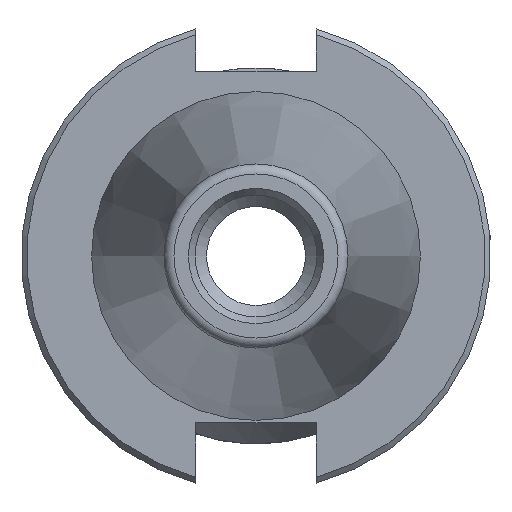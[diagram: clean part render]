
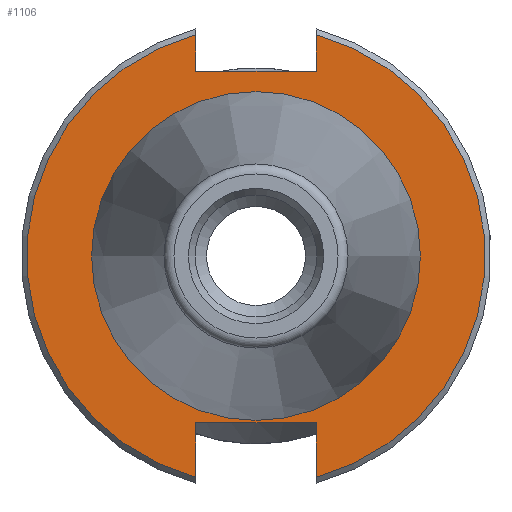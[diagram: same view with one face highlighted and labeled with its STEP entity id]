
A CAD part, left-side view. The second image highlights one B-rep face of the part: STEP entity #1106.
In plain terms, the highlighted planar face has unit normal (-1, 0, 0).
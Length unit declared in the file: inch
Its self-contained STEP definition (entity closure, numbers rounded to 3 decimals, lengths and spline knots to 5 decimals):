
#719=CARTESIAN_POINT('',(0.125,0.32,-0.888));
#720=VERTEX_POINT('',#719);
#727=CARTESIAN_POINT('',(0.125,0.32,-1.17729));
#728=VERTEX_POINT('',#727);
#729=CARTESIAN_POINT('',(0.125,0.32,-1.17729));
#730=DIRECTION('',(0.0,0.0,1.0));
#731=VECTOR('',#730,0.28929);
#732=LINE('',#729,#731);
#733=EDGE_CURVE('',#728,#720,#732,.T.);
#975=CARTESIAN_POINT('',(0.125,-0.32,-1.17729));
#976=VERTEX_POINT('',#975);
#990=CARTESIAN_POINT('',(0.125,-0.32,-0.888));
#991=VERTEX_POINT('',#990);
#992=CARTESIAN_POINT('',(0.125,-0.32,-0.888));
#993=DIRECTION('',(0.0,0.0,-1.0));
#994=VECTOR('',#993,0.28929);
#995=LINE('',#992,#994);
#996=EDGE_CURVE('',#991,#976,#995,.T.);
#1023=CARTESIAN_POINT('',(0.125,-0.32,1.17729));
#1024=VERTEX_POINT('',#1023);
#1038=CARTESIAN_POINT('',(0.125,0.0,0.0));
#1039=DIRECTION('',(1.0,0.0,0.0));
#1040=DIRECTION('',(0.0,-1.0,0.0));
#1041=AXIS2_PLACEMENT_3D('',#1038,#1039,#1040);
#1042=CIRCLE('',#1041,1.22);
#1043=EDGE_CURVE('',#1024,#976,#1042,.T.);
#1048=CARTESIAN_POINT('',(0.125,1.0625,0.0));
#1049=DIRECTION('',(-1.0,0.0,0.0));
#1050=DIRECTION('',(0.0,0.0,1.0));
#1051=AXIS2_PLACEMENT_3D('',#1048,#1049,#1050);
#1052=PLANE('',#1051);
#1053=ORIENTED_EDGE('',*,*,#1043,.F.);
#1054=CARTESIAN_POINT('',(0.125,-0.32,0.983));
#1055=VERTEX_POINT('',#1054);
#1056=CARTESIAN_POINT('',(0.125,-0.32,1.17729));
#1057=DIRECTION('',(0.0,0.0,-1.0));
#1058=VECTOR('',#1057,0.19429);
#1059=LINE('',#1056,#1058);
#1060=EDGE_CURVE('',#1024,#1055,#1059,.T.);
#1061=ORIENTED_EDGE('',*,*,#1060,.T.);
#1062=CARTESIAN_POINT('',(0.125,0.32,0.983));
#1063=VERTEX_POINT('',#1062);
#1064=CARTESIAN_POINT('',(0.125,-0.32,0.983));
#1065=DIRECTION('',(0.0,1.0,0.0));
#1066=VECTOR('',#1065,0.64);
#1067=LINE('',#1064,#1066);
#1068=EDGE_CURVE('',#1055,#1063,#1067,.T.);
#1069=ORIENTED_EDGE('',*,*,#1068,.T.);
#1070=CARTESIAN_POINT('',(0.125,0.32,1.17729));
#1071=VERTEX_POINT('',#1070);
#1072=CARTESIAN_POINT('',(0.125,0.32,0.983));
#1073=DIRECTION('',(0.0,0.0,1.0));
#1074=VECTOR('',#1073,0.19429);
#1075=LINE('',#1072,#1074);
#1076=EDGE_CURVE('',#1063,#1071,#1075,.T.);
#1077=ORIENTED_EDGE('',*,*,#1076,.T.);
#1078=CARTESIAN_POINT('',(0.125,0.0,0.0));
#1079=DIRECTION('',(1.0,0.0,0.0));
#1080=DIRECTION('',(0.0,1.0,0.0));
#1081=AXIS2_PLACEMENT_3D('',#1078,#1079,#1080);
#1082=CIRCLE('',#1081,1.22);
#1083=EDGE_CURVE('',#728,#1071,#1082,.T.);
#1084=ORIENTED_EDGE('',*,*,#1083,.F.);
#1085=ORIENTED_EDGE('',*,*,#733,.T.);
#1086=CARTESIAN_POINT('',(0.125,0.32,-0.888));
#1087=DIRECTION('',(0.0,-1.0,0.0));
#1088=VECTOR('',#1087,0.64);
#1089=LINE('',#1086,#1088);
#1090=EDGE_CURVE('',#720,#991,#1089,.T.);
#1091=ORIENTED_EDGE('',*,*,#1090,.T.);
#1092=ORIENTED_EDGE('',*,*,#996,.T.);
#1093=EDGE_LOOP('',(#1053,#1061,#1069,#1077,#1084,#1085,#1091,#1092));
#1094=FACE_OUTER_BOUND('',#1093,.T.);
#1095=CARTESIAN_POINT('',(0.125,0.875,0.0));
#1096=VERTEX_POINT('',#1095);
#1097=CARTESIAN_POINT('',(0.125,0.0,0.0));
#1098=DIRECTION('',(1.0,0.,0.0));
#1099=DIRECTION('',(0.,1.0,0.0));
#1100=AXIS2_PLACEMENT_3D('',#1097,#1098,#1099);
#1101=CIRCLE('',#1100,0.875);
#1102=EDGE_CURVE('',#1096,#1096,#1101,.T.);
#1103=ORIENTED_EDGE('',*,*,#1102,.T.);
#1104=EDGE_LOOP('',(#1103));
#1105=FACE_BOUND('',#1104,.T.);
#1106=ADVANCED_FACE('',(#1094,#1105),#1052,.T.);
